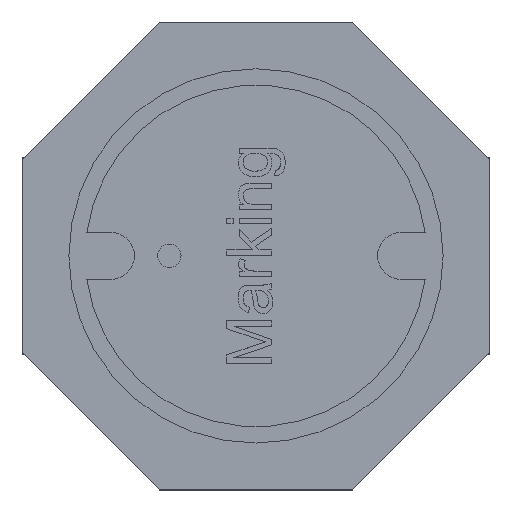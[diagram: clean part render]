
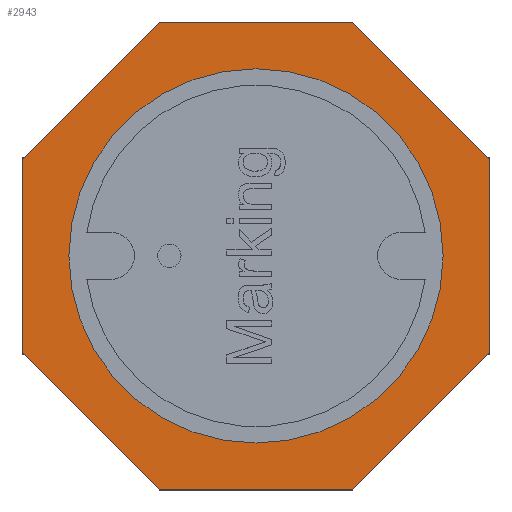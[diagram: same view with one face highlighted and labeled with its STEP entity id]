
A CAD part, top view. The second image highlights one B-rep face of the part: STEP entity #2943.
In plain terms, the highlighted planar face has unit normal (0, 0, 1).
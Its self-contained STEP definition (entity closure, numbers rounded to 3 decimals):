
#182=CIRCLE('',#4040,4.);
#963=ORIENTED_EDGE('',*,*,#1357,.T.);
#964=ORIENTED_EDGE('',*,*,#1361,.T.);
#965=ORIENTED_EDGE('',*,*,#1378,.T.);
#966=ORIENTED_EDGE('',*,*,#1379,.T.);
#967=ORIENTED_EDGE('',*,*,#1380,.T.);
#968=ORIENTED_EDGE('',*,*,#1373,.T.);
#969=ORIENTED_EDGE('',*,*,#1369,.T.);
#970=ORIENTED_EDGE('',*,*,#1366,.T.);
#971=ORIENTED_EDGE('',*,*,#1363,.T.);
#1357=EDGE_CURVE('',#1637,#1637,#182,.T.);
#1361=EDGE_CURVE('',#1642,#1641,#1922,.T.);
#1363=EDGE_CURVE('',#1643,#1642,#1924,.T.);
#1366=EDGE_CURVE('',#1645,#1643,#1927,.T.);
#1369=EDGE_CURVE('',#1647,#1645,#1930,.T.);
#1373=EDGE_CURVE('',#1650,#1647,#1934,.T.);
#1378=EDGE_CURVE('',#1641,#1653,#1939,.T.);
#1379=EDGE_CURVE('',#1653,#1654,#1940,.T.);
#1380=EDGE_CURVE('',#1654,#1650,#1941,.T.);
#1637=VERTEX_POINT('',#7172);
#1641=VERTEX_POINT('',#7180);
#1642=VERTEX_POINT('',#7182);
#1643=VERTEX_POINT('',#7186);
#1645=VERTEX_POINT('',#7192);
#1647=VERTEX_POINT('',#7198);
#1650=VERTEX_POINT('',#7206);
#1653=VERTEX_POINT('',#7216);
#1654=VERTEX_POINT('',#7218);
#1922=LINE('',#7181,#2211);
#1924=LINE('',#7185,#2213);
#1927=LINE('',#7191,#2216);
#1930=LINE('',#7197,#2219);
#1934=LINE('',#7205,#2223);
#1939=LINE('',#7215,#2228);
#1940=LINE('',#7217,#2229);
#1941=LINE('',#7219,#2230);
#2211=VECTOR('',#4720,1000.);
#2213=VECTOR('',#4724,1000.);
#2216=VECTOR('',#4729,1000.);
#2219=VECTOR('',#4734,1000.);
#2223=VECTOR('',#4740,1000.);
#2228=VECTOR('',#4749,1000.);
#2229=VECTOR('',#4750,1000.);
#2230=VECTOR('',#4751,1000.);
#2439=EDGE_LOOP('',(#963));
#2440=EDGE_LOOP('',(#964,#965,#966,#967,#968,#969,#970,#971));
#2650=FACE_BOUND('',#2439,.T.);
#2651=FACE_BOUND('',#2440,.T.);
#2771=PLANE('',#4048);
#2943=ADVANCED_FACE('',(#2650,#2651),#2771,.F.);
#4040=AXIS2_PLACEMENT_3D('',#7171,#4712,#4713);
#4048=AXIS2_PLACEMENT_3D('',#7214,#4747,#4748);
#4712=DIRECTION('',(0.,0.,-1.));
#4713=DIRECTION('',(1.,0.,0.));
#4720=DIRECTION('',(0.,-1.,0.));
#4724=DIRECTION('',(-0.707,-0.707,0.));
#4729=DIRECTION('',(-1.,0.,0.));
#4734=DIRECTION('',(-0.707,0.707,0.));
#4740=DIRECTION('',(0.,1.,0.));
#4747=DIRECTION('',(0.,0.,-1.));
#4748=DIRECTION('',(-1.,0.,0.));
#4749=DIRECTION('',(0.707,-0.707,0.));
#4750=DIRECTION('',(1.,0.,0.));
#4751=DIRECTION('',(0.707,0.707,0.));
#7171=CARTESIAN_POINT('',(0.,0.,0.));
#7172=CARTESIAN_POINT('',(4.,0.,0.));
#7180=CARTESIAN_POINT('',(-5.,-2.071,0.));
#7181=CARTESIAN_POINT('',(-5.,2.071,0.));
#7182=CARTESIAN_POINT('',(-5.,2.071,0.));
#7185=CARTESIAN_POINT('',(-5.,2.071,0.));
#7186=CARTESIAN_POINT('',(-2.071,5.,0.));
#7191=CARTESIAN_POINT('',(2.071,5.,0.));
#7192=CARTESIAN_POINT('',(2.071,5.,0.));
#7197=CARTESIAN_POINT('',(2.071,5.,0.));
#7198=CARTESIAN_POINT('',(5.,2.071,0.));
#7205=CARTESIAN_POINT('',(5.,-2.071,0.));
#7206=CARTESIAN_POINT('',(5.,-2.071,0.));
#7214=CARTESIAN_POINT('',(-7.071,0.,0.));
#7215=CARTESIAN_POINT('',(-2.071,-5.,0.));
#7216=CARTESIAN_POINT('',(-2.071,-5.,0.));
#7217=CARTESIAN_POINT('',(-2.071,-5.,0.));
#7218=CARTESIAN_POINT('',(2.071,-5.,0.));
#7219=CARTESIAN_POINT('',(5.,-2.071,0.));
